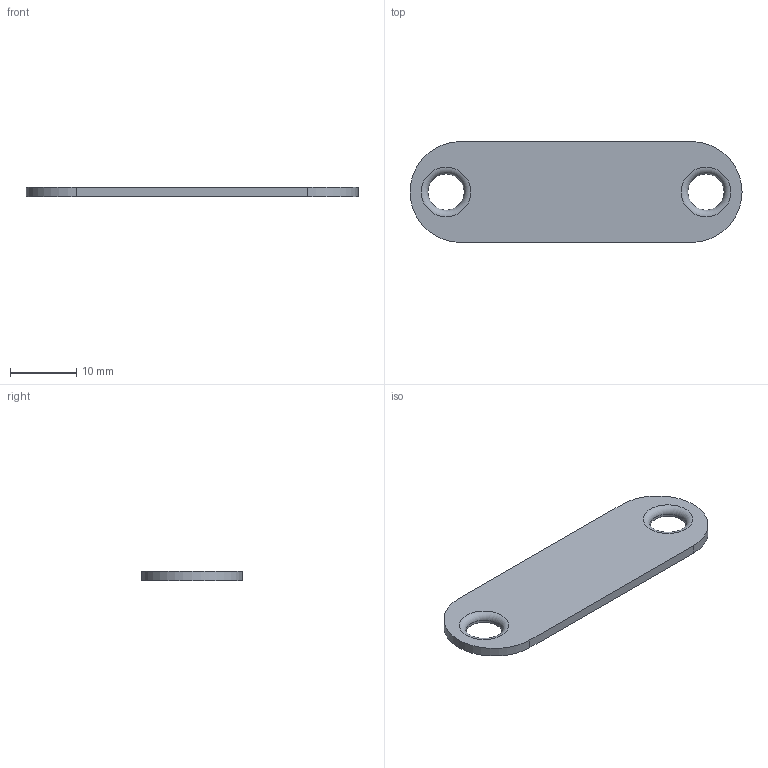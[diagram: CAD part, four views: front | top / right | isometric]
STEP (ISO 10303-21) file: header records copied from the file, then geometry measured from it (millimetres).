
FILE_DESCRIPTION(('FreeCAD Model'),'2;1');
FILE_NAME('door magnet plate.stp', '2015-04-28T13:42:19',('Author'),(''), 'Open CASCADE STEP processor 6.8','FreeCAD','Unknown');
FILE_SCHEMA(('AUTOMOTIVE_DESIGN_CC2 { 1 2 10303 214 -1 1 5 4 }'));
Length unit declared in the file: millimetre
Products named in the file (1): door_magnet_plate
Bounding box: 50 x 15.2 x 1.4 mm (x, y, z)
Volume: 921.3 mm3; surface area: 1525.9 mm2
Topology: 1 solids, 1 shells, 10 faces, 22 edges, 14 vertices
Faces by surface type: plane 4, cylinder 4, torus 2
Full cylindrical faces by diameter (mm): 5.45 x2
Entity records: 617 total; most frequent: CARTESIAN_POINT 143, DIRECTION 88, ORIENTED_EDGE 44, PCURVE 44, DEFINITIONAL_REPRESENTATION 44, LINE 42, VECTOR 42, AXIS2_PLACEMENT_3D 23
